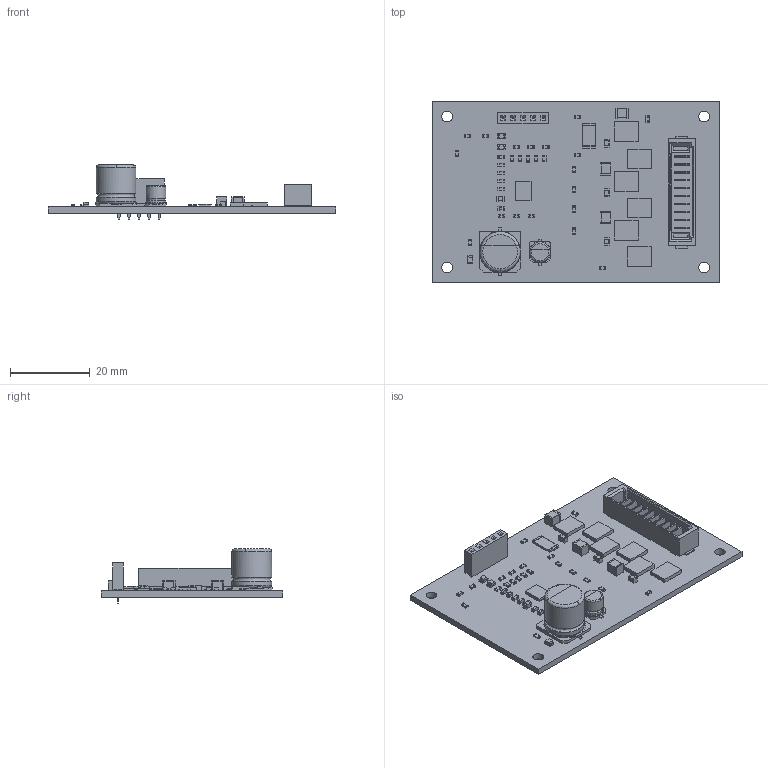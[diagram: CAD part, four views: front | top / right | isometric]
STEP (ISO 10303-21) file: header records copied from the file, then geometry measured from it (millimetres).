
FILE_DESCRIPTION(('KiCad electronic assembly'),'2;1');
FILE_NAME('EasyBLDCV2_MCF8329.step','2024-12-17T15:28:22',('Pcbnew'),( 'Kicad'),'Open CASCADE STEP processor 7.8','KiCad to STEP converter' ,'Unknown');
FILE_SCHEMA(('AUTOMOTIVE_DESIGN { 1 0 10303 214 1 1 1 1 }'));
Length unit declared in the file: millimetre
Products named in the file (26): EasyBLDCV2_MCF8329 1; R_0603_1608Metric; DNK0008A; DNK0008A_ASM; CP_Elec_5x5.3; CP_Elec_5x53; C_0603_1608Metric; C_0805_2012Metric; R_2512_6332Metric; REE0036A; REE0036A_ASM; LED_0805_2012Metric; CP_Elec_10x10.5; CP_Elec_10x105; C_1210_3225Metric; 10159560-A00221RLF; PinSocket_1x05_P2.54mm_Vertical; PinSocket_1x05_P254mm_Vertical; EasyBLDCV2_MCF8329_PCB
Assembly tree (64 placements, depth 3):
  EasyBLDCV2_MCF8329 1
    R_0603_1608Metric  x21
      R_0603_1608Metric
    DNK0008A  x6
      DNK0008A_ASM
    CP_Elec_5x5.3
      CP_Elec_5x53
    C_0603_1608Metric  x8
      C_0603_1608Metric
    C_0805_2012Metric  x4
      C_0805_2012Metric
    R_2512_6332Metric
      R_2512_6332Metric
    REE0036A
      REE0036A_ASM
    LED_0805_2012Metric  x3
      LED_0805_2012Metric
    CP_Elec_10x10.5
      CP_Elec_10x105
    C_1210_3225Metric  x3
      C_1210_3225Metric
    10159560-A00221RLF
      10159560-A00221RLF
    PinSocket_1x05_P2.54mm_Vertical
      PinSocket_1x05_P254mm_Vertical
    EasyBLDCV2_MCF8329_PCB
Bounding box: 72.39 x 45.72 x 13.6 mm (x, y, z)
Volume: 7263.3 mm3; surface area: 10608.6 mm2
Topology: 119 solids, 119 shells, 2720 faces, 6998 edges, 4594 vertices
Faces by surface type: plane 2203, cylinder 499, torus 8, bspline 8, revolution 2
Full cylindrical faces by diameter (mm): 0.8 x1, 1 x5, 1.2 x1, 2.7 x4, 5 x2, 10 x2
Entity records: 39185 total; most frequent: CARTESIAN_POINT 6563, ORIENTED_EDGE 5896, DIRECTION 5778, EDGE_CURVE 2948, LINE 2570, VECTOR 2570, VERTEX_POINT 1926, AXIS2_PLACEMENT_3D 1603
